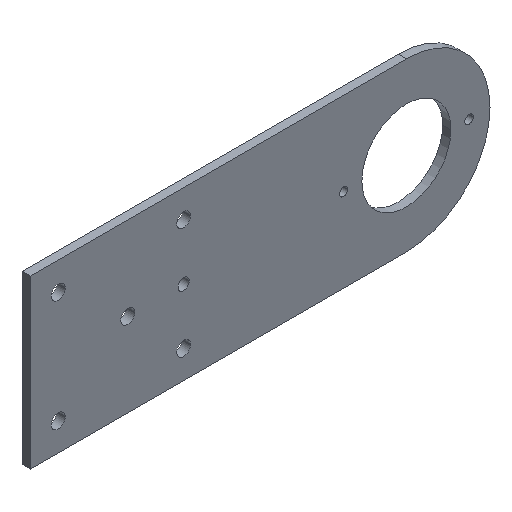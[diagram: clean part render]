
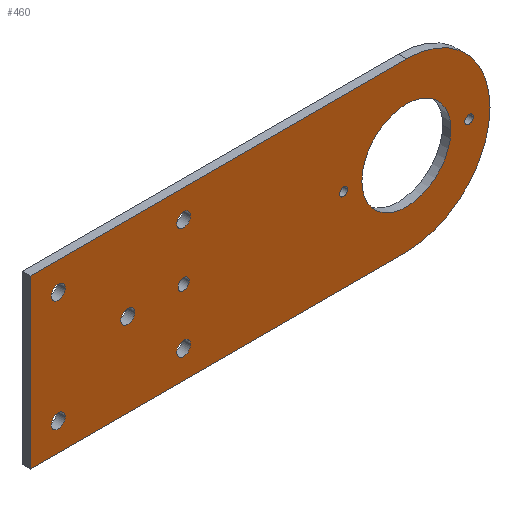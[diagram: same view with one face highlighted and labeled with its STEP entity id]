
A CAD part, isometric view. The second image highlights one B-rep face of the part: STEP entity #460.
In plain terms, the highlighted planar face has unit normal (0, -1, 0).
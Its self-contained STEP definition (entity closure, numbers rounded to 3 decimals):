
#1=CARTESIAN_POINT('',(0.,0.,0.));
#2=DIRECTION('',(0.,-1.,0.));
#3=DIRECTION('',(1.,0.,0.));
#4=AXIS2_PLACEMENT_3D('',#1,#2,#3);
#6=CARTESIAN_POINT('',(0.,0.,0.));
#7=DIRECTION('',(0.,-1.,0.));
#8=DIRECTION('',(-1.,0.,0.));
#9=AXIS2_PLACEMENT_3D('',#6,#7,#8);
#11=CARTESIAN_POINT('',(-125.,0.,-20.));
#12=DIRECTION('',(0.,-1.,0.));
#13=DIRECTION('',(1.,0.,0.));
#14=AXIS2_PLACEMENT_3D('',#11,#12,#13);
#16=CARTESIAN_POINT('',(-125.,0.,-20.));
#17=DIRECTION('',(0.,-1.,0.));
#18=DIRECTION('',(-1.,0.,0.));
#19=AXIS2_PLACEMENT_3D('',#16,#17,#18);
#21=CARTESIAN_POINT('',(-125.,0.,20.));
#22=DIRECTION('',(0.,-1.,0.));
#23=DIRECTION('',(1.,0.,0.));
#24=AXIS2_PLACEMENT_3D('',#21,#22,#23);
#26=CARTESIAN_POINT('',(-125.,0.,20.));
#27=DIRECTION('',(0.,-1.,0.));
#28=DIRECTION('',(-1.,0.,0.));
#29=AXIS2_PLACEMENT_3D('',#26,#27,#28);
#31=DIRECTION('',(-1.,0.,0.));
#32=VECTOR('',#31,135.);
#33=CARTESIAN_POINT('',(0.,0.,-30.));
#34=LINE('',#33,#32);
#35=DIRECTION('',(0.,0.,1.));
#36=VECTOR('',#35,60.);
#37=CARTESIAN_POINT('',(-135.,0.,-30.));
#38=LINE('',#37,#36);
#39=DIRECTION('',(1.,0.,0.));
#40=VECTOR('',#39,135.);
#41=CARTESIAN_POINT('',(-135.,0.,30.));
#42=LINE('',#41,#40);
#43=CARTESIAN_POINT('',(0.,0.,0.));
#44=DIRECTION('',(0.,1.,0.));
#45=DIRECTION('',(0.,0.,1.));
#46=AXIS2_PLACEMENT_3D('',#43,#44,#45);
#48=CARTESIAN_POINT('',(-22.5,0.,0.));
#49=DIRECTION('',(0.,1.,0.));
#50=DIRECTION('',(1.,0.,0.));
#51=AXIS2_PLACEMENT_3D('',#48,#49,#50);
#53=CARTESIAN_POINT('',(-22.5,0.,0.));
#54=DIRECTION('',(0.,1.,0.));
#55=DIRECTION('',(-1.,0.,0.));
#56=AXIS2_PLACEMENT_3D('',#53,#54,#55);
#58=CARTESIAN_POINT('',(22.5,0.,0.));
#59=DIRECTION('',(0.,1.,0.));
#60=DIRECTION('',(1.,0.,0.));
#61=AXIS2_PLACEMENT_3D('',#58,#59,#60);
#63=CARTESIAN_POINT('',(22.5,0.,0.));
#64=DIRECTION('',(0.,1.,0.));
#65=DIRECTION('',(-1.,0.,0.));
#66=AXIS2_PLACEMENT_3D('',#63,#64,#65);
#68=CARTESIAN_POINT('',(-100.,0.,0.));
#69=DIRECTION('',(0.,1.,0.));
#70=DIRECTION('',(1.,0.,0.));
#71=AXIS2_PLACEMENT_3D('',#68,#69,#70);
#73=CARTESIAN_POINT('',(-100.,0.,0.));
#74=DIRECTION('',(0.,1.,0.));
#75=DIRECTION('',(-1.,0.,0.));
#76=AXIS2_PLACEMENT_3D('',#73,#74,#75);
#78=CARTESIAN_POINT('',(-80.,0.,-20.));
#79=DIRECTION('',(0.,1.,0.));
#80=DIRECTION('',(1.,0.,0.));
#81=AXIS2_PLACEMENT_3D('',#78,#79,#80);
#83=CARTESIAN_POINT('',(-80.,0.,-20.));
#84=DIRECTION('',(0.,1.,0.));
#85=DIRECTION('',(-1.,0.,0.));
#86=AXIS2_PLACEMENT_3D('',#83,#84,#85);
#88=CARTESIAN_POINT('',(-80.,0.,20.));
#89=DIRECTION('',(0.,1.,0.));
#90=DIRECTION('',(1.,0.,0.));
#91=AXIS2_PLACEMENT_3D('',#88,#89,#90);
#93=CARTESIAN_POINT('',(-80.,0.,20.));
#94=DIRECTION('',(0.,1.,0.));
#95=DIRECTION('',(-1.,0.,0.));
#96=AXIS2_PLACEMENT_3D('',#93,#94,#95);
#98=CARTESIAN_POINT('',(-80.,0.,0.));
#99=DIRECTION('',(0.,1.,0.));
#100=DIRECTION('',(1.,0.,0.));
#101=AXIS2_PLACEMENT_3D('',#98,#99,#100);
#103=CARTESIAN_POINT('',(-80.,0.,0.));
#104=DIRECTION('',(0.,1.,0.));
#105=DIRECTION('',(-1.,0.,0.));
#106=AXIS2_PLACEMENT_3D('',#103,#104,#105);
#303=CARTESIAN_POINT('',(16.,0.,0.));
#304=CARTESIAN_POINT('',(-16.,0.,0.));
#305=VERTEX_POINT('',#303);
#306=VERTEX_POINT('',#304);
#307=CARTESIAN_POINT('',(0.,0.,-30.));
#308=CARTESIAN_POINT('',(-135.,0.,-30.));
#309=VERTEX_POINT('',#307);
#310=VERTEX_POINT('',#308);
#311=CARTESIAN_POINT('',(-135.,0.,30.));
#312=VERTEX_POINT('',#311);
#313=CARTESIAN_POINT('',(0.,0.,30.));
#314=VERTEX_POINT('',#313);
#327=CARTESIAN_POINT('',(-122.5,0.,-20.));
#328=CARTESIAN_POINT('',(-127.5,0.,-20.));
#329=VERTEX_POINT('',#327);
#330=VERTEX_POINT('',#328);
#331=CARTESIAN_POINT('',(-122.5,0.,20.));
#332=CARTESIAN_POINT('',(-127.5,0.,20.));
#333=VERTEX_POINT('',#331);
#334=VERTEX_POINT('',#332);
#343=CARTESIAN_POINT('',(-21.,0.,0.));
#344=CARTESIAN_POINT('',(-24.,0.,0.));
#345=VERTEX_POINT('',#343);
#346=VERTEX_POINT('',#344);
#347=CARTESIAN_POINT('',(24.,0.,0.));
#348=CARTESIAN_POINT('',(21.,0.,0.));
#349=VERTEX_POINT('',#347);
#350=VERTEX_POINT('',#348);
#359=CARTESIAN_POINT('',(-97.5,0.,0.));
#360=CARTESIAN_POINT('',(-102.5,0.,0.));
#361=VERTEX_POINT('',#359);
#362=VERTEX_POINT('',#360);
#363=CARTESIAN_POINT('',(-77.5,0.,-20.));
#364=CARTESIAN_POINT('',(-82.5,0.,-20.));
#365=VERTEX_POINT('',#363);
#366=VERTEX_POINT('',#364);
#367=CARTESIAN_POINT('',(-77.5,0.,20.));
#368=CARTESIAN_POINT('',(-82.5,0.,20.));
#369=VERTEX_POINT('',#367);
#370=VERTEX_POINT('',#368);
#383=CARTESIAN_POINT('',(-78.,0.,0.));
#384=CARTESIAN_POINT('',(-82.,0.,0.));
#385=VERTEX_POINT('',#383);
#386=VERTEX_POINT('',#384);
#391=CARTESIAN_POINT('',(0.,0.,0.));
#392=DIRECTION('',(0.,1.,0.));
#393=DIRECTION('',(1.,0.,0.));
#394=AXIS2_PLACEMENT_3D('',#391,#392,#393);
#395=PLANE('',#394);
#397=ORIENTED_EDGE('',*,*,#396,.T.);
#399=ORIENTED_EDGE('',*,*,#398,.T.);
#401=ORIENTED_EDGE('',*,*,#400,.T.);
#403=ORIENTED_EDGE('',*,*,#402,.T.);
#404=EDGE_LOOP('',(#397,#399,#401,#403));
#405=FACE_OUTER_BOUND('',#404,.F.);
#407=ORIENTED_EDGE('',*,*,#406,.T.);
#409=ORIENTED_EDGE('',*,*,#408,.T.);
#410=EDGE_LOOP('',(#407,#409));
#411=FACE_BOUND('',#410,.F.);
#413=ORIENTED_EDGE('',*,*,#412,.T.);
#415=ORIENTED_EDGE('',*,*,#414,.T.);
#416=EDGE_LOOP('',(#413,#415));
#417=FACE_BOUND('',#416,.F.);
#419=ORIENTED_EDGE('',*,*,#418,.T.);
#421=ORIENTED_EDGE('',*,*,#420,.T.);
#422=EDGE_LOOP('',(#419,#421));
#423=FACE_BOUND('',#422,.F.);
#425=ORIENTED_EDGE('',*,*,#424,.F.);
#427=ORIENTED_EDGE('',*,*,#426,.F.);
#428=EDGE_LOOP('',(#425,#427));
#429=FACE_BOUND('',#428,.F.);
#431=ORIENTED_EDGE('',*,*,#430,.F.);
#433=ORIENTED_EDGE('',*,*,#432,.F.);
#434=EDGE_LOOP('',(#431,#433));
#435=FACE_BOUND('',#434,.F.);
#437=ORIENTED_EDGE('',*,*,#436,.F.);
#439=ORIENTED_EDGE('',*,*,#438,.F.);
#440=EDGE_LOOP('',(#437,#439));
#441=FACE_BOUND('',#440,.F.);
#443=ORIENTED_EDGE('',*,*,#442,.F.);
#445=ORIENTED_EDGE('',*,*,#444,.F.);
#446=EDGE_LOOP('',(#443,#445));
#447=FACE_BOUND('',#446,.F.);
#449=ORIENTED_EDGE('',*,*,#448,.F.);
#451=ORIENTED_EDGE('',*,*,#450,.F.);
#452=EDGE_LOOP('',(#449,#451));
#453=FACE_BOUND('',#452,.F.);
#455=ORIENTED_EDGE('',*,*,#454,.F.);
#457=ORIENTED_EDGE('',*,*,#456,.F.);
#458=EDGE_LOOP('',(#455,#457));
#459=FACE_BOUND('',#458,.F.);
#460=ADVANCED_FACE('',(#405,#411,#417,#423,#429,#435,#441,#447,#453,#459),#395,
.F.);
#5=CIRCLE('',#4,16.);
#10=CIRCLE('',#9,16.);
#15=CIRCLE('',#14,2.5);
#20=CIRCLE('',#19,2.5);
#25=CIRCLE('',#24,2.5);
#30=CIRCLE('',#29,2.5);
#47=CIRCLE('',#46,30.);
#52=CIRCLE('',#51,1.5);
#57=CIRCLE('',#56,1.5);
#62=CIRCLE('',#61,1.5);
#67=CIRCLE('',#66,1.5);
#72=CIRCLE('',#71,2.5);
#77=CIRCLE('',#76,2.5);
#82=CIRCLE('',#81,2.5);
#87=CIRCLE('',#86,2.5);
#92=CIRCLE('',#91,2.5);
#97=CIRCLE('',#96,2.5);
#102=CIRCLE('',#101,2.);
#107=CIRCLE('',#106,2.);
#396=EDGE_CURVE('',#309,#310,#34,.T.);
#398=EDGE_CURVE('',#310,#312,#38,.T.);
#400=EDGE_CURVE('',#312,#314,#42,.T.);
#402=EDGE_CURVE('',#314,#309,#47,.T.);
#406=EDGE_CURVE('',#329,#330,#15,.T.);
#408=EDGE_CURVE('',#330,#329,#20,.T.);
#412=EDGE_CURVE('',#333,#334,#25,.T.);
#414=EDGE_CURVE('',#334,#333,#30,.T.);
#418=EDGE_CURVE('',#305,#306,#5,.T.);
#420=EDGE_CURVE('',#306,#305,#10,.T.);
#424=EDGE_CURVE('',#345,#346,#52,.T.);
#426=EDGE_CURVE('',#346,#345,#57,.T.);
#430=EDGE_CURVE('',#349,#350,#62,.T.);
#432=EDGE_CURVE('',#350,#349,#67,.T.);
#436=EDGE_CURVE('',#361,#362,#72,.T.);
#438=EDGE_CURVE('',#362,#361,#77,.T.);
#442=EDGE_CURVE('',#365,#366,#82,.T.);
#444=EDGE_CURVE('',#366,#365,#87,.T.);
#448=EDGE_CURVE('',#369,#370,#92,.T.);
#450=EDGE_CURVE('',#370,#369,#97,.T.);
#454=EDGE_CURVE('',#385,#386,#102,.T.);
#456=EDGE_CURVE('',#386,#385,#107,.T.);
